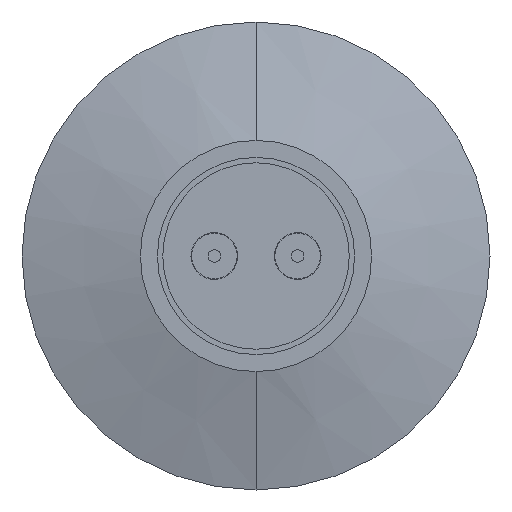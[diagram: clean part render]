
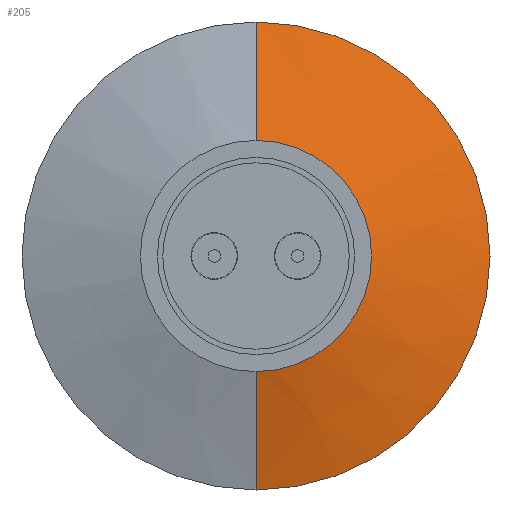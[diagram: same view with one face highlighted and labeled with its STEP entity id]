
A CAD part, front view. The second image highlights one B-rep face of the part: STEP entity #205.
In plain terms, the highlighted conical face has half-angle 75 degrees and reference radius 14.986 mm.
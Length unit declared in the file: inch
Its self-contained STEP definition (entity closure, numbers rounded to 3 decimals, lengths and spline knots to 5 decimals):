
#20 = VECTOR ( 'NONE', #1540, 39.37008 ) ;
#38 = CARTESIAN_POINT ( 'NONE',  ( 0., -0.12, 0.59 ) ) ;
#47 = LINE ( 'NONE', #38, #1856 ) ;
#95 = DIRECTION ( 'NONE',  ( 0., 1., 0. ) ) ;
#119 = CARTESIAN_POINT ( 'NONE',  ( 0., -0.2, -0.29144 ) ) ;
#204 = LINE ( 'NONE', #371, #20 ) ;
#205 = ADVANCED_FACE ( 'NONE', ( #1132 ), #741, .T. ) ;
#232 = EDGE_LOOP ( 'NONE', ( #726, #664, #811, #1379 ) ) ;
#244 = CARTESIAN_POINT ( 'NONE',  ( 0., -0.12, 0. ) ) ;
#283 = DIRECTION ( 'NONE',  ( 0., -1., 0. ) ) ;
#303 = CARTESIAN_POINT ( 'NONE',  ( 0., -0.12, 0.59 ) ) ;
#309 = AXIS2_PLACEMENT_3D ( 'NONE', #788, #348, #481 ) ;
#348 = DIRECTION ( 'NONE',  ( 0., -1., 0. ) ) ;
#365 = CIRCLE ( 'NONE', #1058, 0.59 ) ;
#368 = VERTEX_POINT ( 'NONE', #1808 ) ;
#371 = CARTESIAN_POINT ( 'NONE',  ( 0., -0.12, -0.59 ) ) ;
#481 = DIRECTION ( 'NONE',  ( 0., 0., -1. ) ) ;
#628 = EDGE_CURVE ( 'NONE', #1353, #987, #711, .T. ) ;
#640 = EDGE_CURVE ( 'NONE', #987, #1908, #47, .T. ) ;
#664 = ORIENTED_EDGE ( 'NONE', *, *, #1136, .T. ) ;
#711 = CIRCLE ( 'NONE', #309, 0.29144 ) ;
#726 = ORIENTED_EDGE ( 'NONE', *, *, #628, .F. ) ;
#741 = CONICAL_SURFACE ( 'NONE', #1333, 0.59, 1.309 ) ;
#788 = CARTESIAN_POINT ( 'NONE',  ( 0., -0.2, 0. ) ) ;
#811 = ORIENTED_EDGE ( 'NONE', *, *, #820, .T. ) ;
#820 = EDGE_CURVE ( 'NONE', #368, #1908, #365, .T. ) ;
#987 = VERTEX_POINT ( 'NONE', #1059 ) ;
#1022 = DIRECTION ( 'NONE',  ( 0., 0., 1. ) ) ;
#1058 = AXIS2_PLACEMENT_3D ( 'NONE', #1161, #283, #1149 ) ;
#1059 = CARTESIAN_POINT ( 'NONE',  ( 0., -0.2, 0.29144 ) ) ;
#1126 = DIRECTION ( 'NONE',  ( 0., 0.259, 0.966 ) ) ;
#1132 = FACE_OUTER_BOUND ( 'NONE', #232, .T. ) ;
#1136 = EDGE_CURVE ( 'NONE', #1353, #368, #204, .T. ) ;
#1149 = DIRECTION ( 'NONE',  ( 0., 0., -1. ) ) ;
#1161 = CARTESIAN_POINT ( 'NONE',  ( 0., -0.12, 0. ) ) ;
#1333 = AXIS2_PLACEMENT_3D ( 'NONE', #244, #95, #1022 ) ;
#1353 = VERTEX_POINT ( 'NONE', #119 ) ;
#1379 = ORIENTED_EDGE ( 'NONE', *, *, #640, .F. ) ;
#1540 = DIRECTION ( 'NONE',  ( 0., 0.259, -0.966 ) ) ;
#1808 = CARTESIAN_POINT ( 'NONE',  ( 0., -0.12, -0.59 ) ) ;
#1856 = VECTOR ( 'NONE', #1126, 39.37008 ) ;
#1908 = VERTEX_POINT ( 'NONE', #303 ) ;
